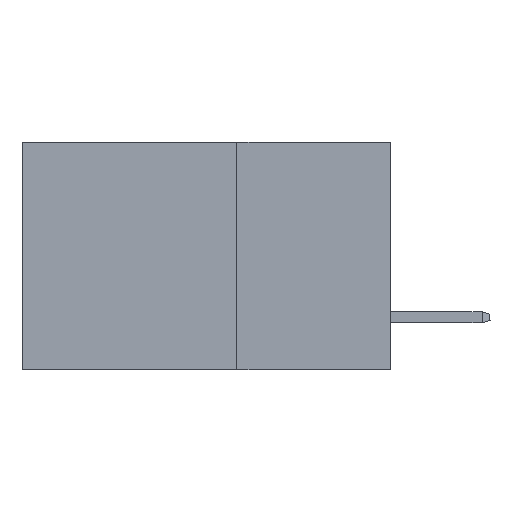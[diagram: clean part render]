
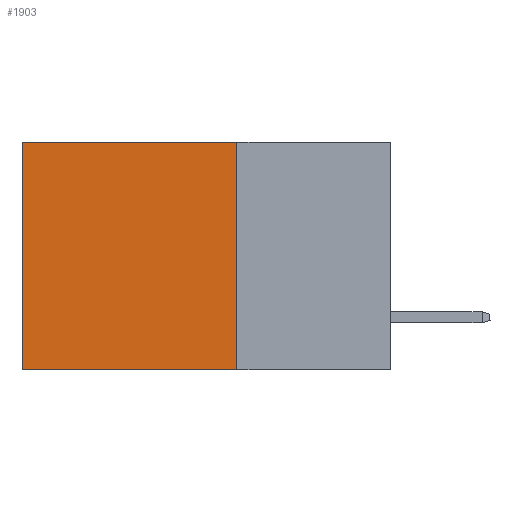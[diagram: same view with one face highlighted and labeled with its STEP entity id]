
A CAD part, left-side view. The second image highlights one B-rep face of the part: STEP entity #1903.
In plain terms, the highlighted planar face has unit normal (-1, 0, 0).
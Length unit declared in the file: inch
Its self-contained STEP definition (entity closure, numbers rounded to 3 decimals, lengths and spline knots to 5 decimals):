
#24 = DIRECTION ( 'NONE',  ( 0., 0., -1. ) ) ;
#28 = CARTESIAN_POINT ( 'NONE',  ( 0.2875, 0.25, 0. ) ) ;
#354 = VERTEX_POINT ( 'NONE', #13819 ) ;
#1321 = DIRECTION ( 'NONE',  ( 0., 1., 0. ) ) ;
#1791 = AXIS2_PLACEMENT_3D ( 'NONE', #28, #6686, #7747 ) ;
#1903 = ADVANCED_FACE ( 'NONE', ( #12361 ), #13341, .F. ) ;
#2235 = VERTEX_POINT ( 'NONE', #7721 ) ;
#2870 = VECTOR ( 'NONE', #6807, 39.37008 ) ;
#3811 = CARTESIAN_POINT ( 'NONE',  ( 0.2875, 0.6, 0. ) ) ;
#4601 = CARTESIAN_POINT ( 'NONE',  ( 0.2875, 0.25, 0. ) ) ;
#5479 = VECTOR ( 'NONE', #8135, 39.37008 ) ;
#5833 = EDGE_CURVE ( 'NONE', #7114, #354, #11771, .T. ) ;
#6018 = CARTESIAN_POINT ( 'NONE',  ( 0.2875, 0.25, 0. ) ) ;
#6686 = DIRECTION ( 'NONE',  ( 1., 0., 0. ) ) ;
#6807 = DIRECTION ( 'NONE',  ( 0., 0., -1. ) ) ;
#7090 = VERTEX_POINT ( 'NONE', #6018 ) ;
#7114 = VERTEX_POINT ( 'NONE', #3811 ) ;
#7682 = LINE ( 'NONE', #4601, #2870 ) ;
#7721 = CARTESIAN_POINT ( 'NONE',  ( 0.2875, 0.25, -0.37 ) ) ;
#7747 = DIRECTION ( 'NONE',  ( 0., 0., -1. ) ) ;
#7893 = CARTESIAN_POINT ( 'NONE',  ( 0.2875, 0.25, -0.37 ) ) ;
#8069 = ORIENTED_EDGE ( 'NONE', *, *, #12218, .T. ) ;
#8135 = DIRECTION ( 'NONE',  ( 0., 1., 0. ) ) ;
#8596 = LINE ( 'NONE', #11608, #5479 ) ;
#9188 = EDGE_CURVE ( 'NONE', #2235, #354, #9766, .T. ) ;
#9766 = LINE ( 'NONE', #7893, #12531 ) ;
#10931 = ORIENTED_EDGE ( 'NONE', *, *, #5833, .T. ) ;
#11536 = ORIENTED_EDGE ( 'NONE', *, *, #13447, .F. ) ;
#11608 = CARTESIAN_POINT ( 'NONE',  ( 0.2875, 0.25, 0. ) ) ;
#11771 = LINE ( 'NONE', #13244, #12814 ) ;
#12218 = EDGE_CURVE ( 'NONE', #7090, #7114, #8596, .T. ) ;
#12361 = FACE_OUTER_BOUND ( 'NONE', #13005, .T. ) ;
#12531 = VECTOR ( 'NONE', #1321, 39.37008 ) ;
#12814 = VECTOR ( 'NONE', #24, 39.37008 ) ;
#13005 = EDGE_LOOP ( 'NONE', ( #10931, #13381, #11536, #8069 ) ) ;
#13244 = CARTESIAN_POINT ( 'NONE',  ( 0.2875, 0.6, 0. ) ) ;
#13341 = PLANE ( 'NONE',  #1791 ) ;
#13381 = ORIENTED_EDGE ( 'NONE', *, *, #9188, .F. ) ;
#13447 = EDGE_CURVE ( 'NONE', #7090, #2235, #7682, .T. ) ;
#13819 = CARTESIAN_POINT ( 'NONE',  ( 0.2875, 0.6, -0.37 ) ) ;
